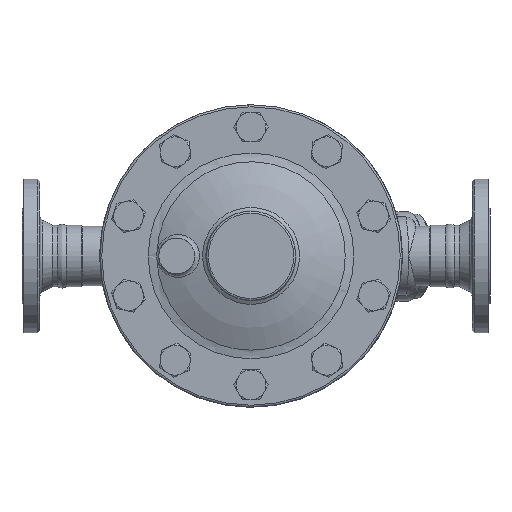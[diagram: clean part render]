
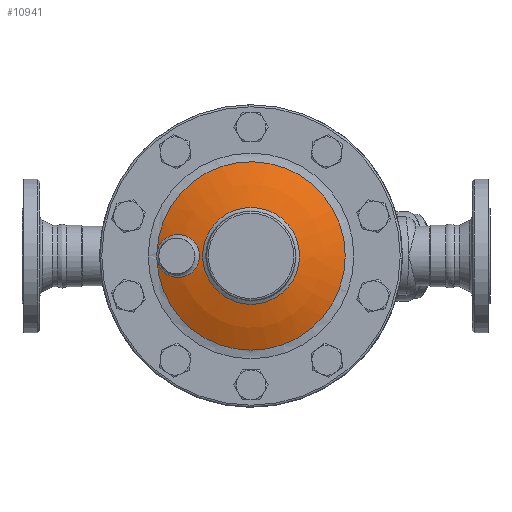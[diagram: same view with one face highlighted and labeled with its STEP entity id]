
A CAD part, top view. The second image highlights one B-rep face of the part: STEP entity #10941.
In plain terms, the highlighted spherical face has radius 218 mm.
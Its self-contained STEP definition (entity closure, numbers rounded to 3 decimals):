
#9696=CARTESIAN_POINT('',(-94.957,3.557,35.));
#9697=VERTEX_POINT('',#9696);
#9713=CARTESIAN_POINT('',(-94.957,-3.557,35.));
#9714=VERTEX_POINT('',#9713);
#9715=CARTESIAN_POINT('',(0.0,0.0,35.0));
#9716=DIRECTION('',(0.0,0.0,-1.0));
#9717=DIRECTION('',(0.0,1.0,0.0));
#9718=AXIS2_PLACEMENT_3D('',#9715,#9716,#9717);
#9719=CIRCLE('',#9718,95.024);
#9720=EDGE_CURVE('',#9697,#9714,#9719,.T.);
#10612=CARTESIAN_POINT('',(-94.957,-3.557,35.));
#10613=CARTESIAN_POINT('',(-94.932,-3.711,35.01));
#10614=CARTESIAN_POINT('',(-94.85,-4.17,35.04));
#10615=CARTESIAN_POINT('',(-94.41,-6.253,35.205));
#10616=CARTESIAN_POINT('',(-93.518,-8.722,35.54));
#10617=CARTESIAN_POINT('',(-92.332,-10.87,35.983));
#10618=CARTESIAN_POINT('',(-91.684,-11.905,36.225));
#10619=CARTESIAN_POINT('',(-91.106,-12.746,36.44));
#10620=CARTESIAN_POINT('',(-90.108,-14.035,36.812));
#10621=CARTESIAN_POINT('',(-89.006,-15.232,37.222));
#10622=CARTESIAN_POINT('',(-87.819,-16.322,37.662));
#10623=CARTESIAN_POINT('',(-87.097,-16.914,37.929));
#10624=CARTESIAN_POINT('',(-86.359,-17.476,38.202));
#10625=CARTESIAN_POINT('',(-85.491,-18.087,38.522));
#10626=CARTESIAN_POINT('',(-83.792,-19.126,39.148));
#10627=CARTESIAN_POINT('',(-81.866,-20.028,39.855));
#10628=CARTESIAN_POINT('',(-80.186,-20.601,40.469));
#10629=CARTESIAN_POINT('',(-79.179,-20.889,40.836));
#10630=CARTESIAN_POINT('',(-77.662,-21.264,41.389));
#10631=CARTESIAN_POINT('',(-75.26,-21.62,42.261));
#10632=CARTESIAN_POINT('',(-72.629,-21.624,43.211));
#10633=CARTESIAN_POINT('',(-70.937,-21.441,43.818));
#10634=CARTESIAN_POINT('',(-69.907,-21.282,44.188));
#10635=CARTESIAN_POINT('',(-68.37,-20.988,44.739));
#10636=CARTESIAN_POINT('',(-65.962,-20.274,45.599));
#10637=CARTESIAN_POINT('',(-63.673,-19.207,46.412));
#10638=CARTESIAN_POINT('',(-62.308,-18.394,46.895));
#10639=CARTESIAN_POINT('',(-61.418,-17.818,47.21));
#10640=CARTESIAN_POINT('',(-60.005,-16.81,47.709));
#10641=CARTESIAN_POINT('',(-58.394,-15.365,48.276));
#10642=CARTESIAN_POINT('',(-56.955,-13.744,48.781));
#10643=CARTESIAN_POINT('',(-55.644,-12.026,49.241));
#10644=CARTESIAN_POINT('',(-54.231,-9.662,49.735));
#10645=CARTESIAN_POINT('',(-53.27,-7.288,50.07));
#10646=CARTESIAN_POINT('',(-52.806,-5.705,50.231));
#10647=CARTESIAN_POINT('',(-52.57,-4.767,50.313));
#10648=CARTESIAN_POINT('',(-52.416,-4.019,50.367));
#10649=CARTESIAN_POINT('',(-52.142,-2.373,50.462));
#10650=CARTESIAN_POINT('',(-51.959,0.004,50.526));
#10651=CARTESIAN_POINT('',(-52.151,2.486,50.459));
#10652=CARTESIAN_POINT('',(-52.533,4.676,50.326));
#10653=CARTESIAN_POINT('',(-52.948,6.297,50.182));
#10654=CARTESIAN_POINT('',(-53.536,7.924,49.977));
#10655=CARTESIAN_POINT('',(-53.973,8.933,49.825));
#10656=CARTESIAN_POINT('',(-54.445,9.919,49.66));
#10657=CARTESIAN_POINT('',(-55.001,10.94,49.465));
#10658=CARTESIAN_POINT('',(-55.588,11.865,49.26));
#10659=CARTESIAN_POINT('',(-56.287,12.878,49.016));
#10660=CARTESIAN_POINT('',(-57.04,13.849,48.751));
#10661=CARTESIAN_POINT('',(-58.499,15.458,48.239));
#10662=CARTESIAN_POINT('',(-60.19,16.977,47.644));
#10663=CARTESIAN_POINT('',(-61.958,18.193,47.019));
#10664=CARTESIAN_POINT('',(-63.494,19.089,46.475));
#10665=CARTESIAN_POINT('',(-65.643,20.152,45.712));
#10666=CARTESIAN_POINT('',(-67.7,20.817,44.979));
#10667=CARTESIAN_POINT('',(-69.327,21.168,44.396));
#10668=CARTESIAN_POINT('',(-70.358,21.371,44.027));
#10669=CARTESIAN_POINT('',(-71.86,21.56,43.487));
#10670=CARTESIAN_POINT('',(-73.696,21.623,42.825));
#10671=CARTESIAN_POINT('',(-75.261,21.562,42.26));
#10672=CARTESIAN_POINT('',(-76.811,21.39,41.698));
#10673=CARTESIAN_POINT('',(-78.874,21.008,40.948));
#10674=CARTESIAN_POINT('',(-80.895,20.4,40.21));
#10675=CARTESIAN_POINT('',(-82.836,19.574,39.499));
#10676=CARTESIAN_POINT('',(-84.704,18.613,38.812));
#10677=CARTESIAN_POINT('',(-86.707,17.288,38.074));
#10678=CARTESIAN_POINT('',(-88.507,15.724,37.407));
#10679=CARTESIAN_POINT('',(-89.624,14.561,36.992));
#10680=CARTESIAN_POINT('',(-90.672,13.338,36.602));
#10681=CARTESIAN_POINT('',(-91.818,11.773,36.175));
#10682=CARTESIAN_POINT('',(-92.889,9.895,35.775));
#10683=CARTESIAN_POINT('',(-93.568,8.393,35.521));
#10684=CARTESIAN_POINT('',(-94.159,6.861,35.3));
#10685=CARTESIAN_POINT('',(-94.621,5.312,35.126));
#10686=CARTESIAN_POINT('',(-94.879,4.026,35.029));
#10687=CARTESIAN_POINT('',(-94.957,3.557,35.));
#10688=B_SPLINE_CURVE_WITH_KNOTS('',3,(#10612,#10613,#10614,#10615,#10616,#10617,#10618,#10619,#10620,#10621,#10622,#10623,#10624,#10625,#10626,#10627,#10628,#10629,#10630,#10631,#10632,#10633,#10634,#10635,#10636,#10637,#10638,#10639,#10640,#10641,#10642,#10643,#10644,#10645,#10646,#10647,#10648,#10649,#10650,#10651,#10652,#10653,#10654,#10655,#10656,#10657,#10658,#10659,#10660,#10661,#10662,#10663,#10664,#10665,#10666,#10667,#10668,#10669,#10670,#10671,#10672,#10673,#10674,#10675,#10676,#10677,#10678,#10679,#10680,#10681,#10682,#10683,#10684,#10685,#10686,#10687),.UNSPECIFIED.,.F.,.U.,(4,1,1,1,1,1,1,1,1,1,1,1,1,1,1,1,1,1,1,1,1,1,1,1,1,1,1,1,1,1,1,1,1,1,1,1,1,1,1,1,1,1,1,1,1,1,1,1,1,1,1,1,1,1,1,1,1,1,1,1,1,1,1,1,1,1,1,1,1,1,1,1,1,4),(-10.92,-10.882,-10.807,-10.407,-10.257,-10.207,-10.107,-10.006,-9.806,-9.706,-9.606,-9.573,-9.473,-9.339,-9.073,-8.939,-8.889,-8.806,-8.539,-8.272,-8.139,-8.105,-8.005,-7.738,-7.472,-7.371,-7.338,-7.205,-6.938,-6.804,-6.671,-6.404,-6.137,-6.054,-6.004,-5.904,-5.87,-5.604,-5.337,-5.27,-5.07,-4.937,-4.853,-4.803,-4.67,-4.57,-4.536,-4.369,-4.269,-4.003,-3.802,-3.736,-3.558,-3.202,-3.185,-3.135,-2.935,-2.802,-2.668,-2.535,-2.402,-2.135,-2.001,-1.868,-1.601,-1.401,-1.276,-1.201,-1.001,-0.801,-0.675,-0.6,-0.4,-0.286),.UNSPECIFIED.);
#10689=EDGE_CURVE('',#9714,#9697,#10688,.T.);
#10917=CARTESIAN_POINT('',(48.879,0.,51.25));
#10918=VERTEX_POINT('',#10917);
#10919=CARTESIAN_POINT('',(0.0,0.0,51.25));
#10920=DIRECTION('',(0.0,0.0,1.0));
#10921=DIRECTION('',(-1.0,0.0,0.0));
#10922=AXIS2_PLACEMENT_3D('',#10919,#10920,#10921);
#10923=CIRCLE('',#10922,48.879);
#10924=EDGE_CURVE('',#10918,#10918,#10923,.T.);
#10929=CARTESIAN_POINT('',(0.0,0.0,-161.2));
#10930=DIRECTION('',(0.0,0.0,1.0));
#10931=DIRECTION('',(1.0,0.0,0.0));
#10932=AXIS2_PLACEMENT_3D('',#10929,#10930,#10931);
#10933=SPHERICAL_SURFACE('',#10932,218.);
#10934=ORIENTED_EDGE('',*,*,#9720,.F.);
#10935=ORIENTED_EDGE('',*,*,#10689,.F.);
#10936=EDGE_LOOP('',(#10934,#10935));
#10937=FACE_OUTER_BOUND('',#10936,.T.);
#10938=ORIENTED_EDGE('',*,*,#10924,.F.);
#10939=EDGE_LOOP('',(#10938));
#10940=FACE_BOUND('',#10939,.T.);
#10941=ADVANCED_FACE('',(#10937,#10940),#10933,.T.);
